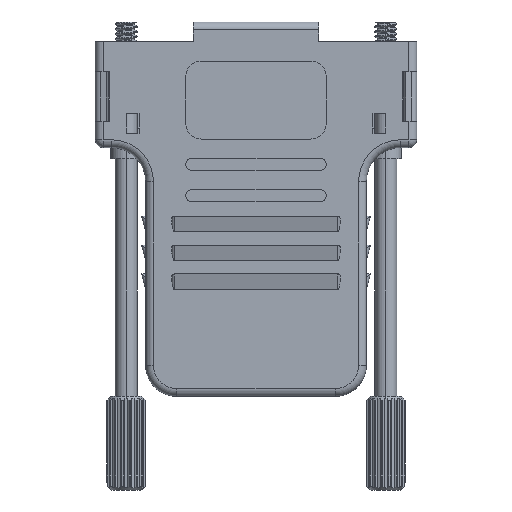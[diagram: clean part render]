
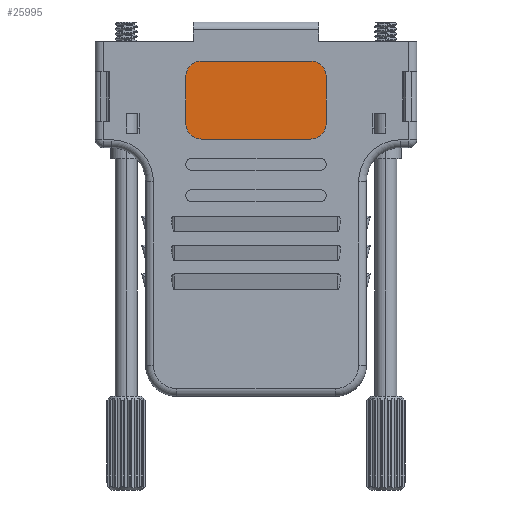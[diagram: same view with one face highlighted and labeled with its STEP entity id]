
A CAD part, front view. The second image highlights one B-rep face of the part: STEP entity #25995.
In plain terms, the highlighted planar face has unit normal (0, -1, 0).
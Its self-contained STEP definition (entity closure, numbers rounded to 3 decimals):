
#191 = EDGE_CURVE ( 'NONE', #24453, #29898, #9475, .T. ) ;
#977 = CARTESIAN_POINT ( 'NONE',  ( -7., -13.2, -7. ) ) ;
#1867 = VECTOR ( 'NONE', #2024, 1000. ) ;
#1913 = DIRECTION ( 'NONE',  ( 0., 0., 1. ) ) ;
#1940 = CARTESIAN_POINT ( 'NONE',  ( 7., -13.2, -15. ) ) ;
#2024 = DIRECTION ( 'NONE',  ( 0., 0., -1. ) ) ;
#2233 = DIRECTION ( 'NONE',  ( 1., 0., 0. ) ) ;
#2491 = VERTEX_POINT ( 'NONE', #23877 ) ;
#2844 = CARTESIAN_POINT ( 'NONE',  ( 7., -13.2, -13. ) ) ;
#3617 = VECTOR ( 'NONE', #25211, 1000. ) ;
#4608 = LINE ( 'NONE', #6970, #31092 ) ;
#4680 = ORIENTED_EDGE ( 'NONE', *, *, #191, .T. ) ;
#5339 = EDGE_CURVE ( 'NONE', #23167, #2491, #19892, .T. ) ;
#5568 = DIRECTION ( 'NONE',  ( 0., -1., 0. ) ) ;
#6970 = CARTESIAN_POINT ( 'NONE',  ( -7., -13.2, -15. ) ) ;
#6975 = ORIENTED_EDGE ( 'NONE', *, *, #5339, .T. ) ;
#7487 = CARTESIAN_POINT ( 'NONE',  ( -7., -13.2, -15. ) ) ;
#7779 = DIRECTION ( 'NONE',  ( 0., 0., 1. ) ) ;
#8126 = VERTEX_POINT ( 'NONE', #1940 ) ;
#8178 = DIRECTION ( 'NONE',  ( 0., -1., 0. ) ) ;
#8323 = DIRECTION ( 'NONE',  ( 0., 0., 1. ) ) ;
#9475 = CIRCLE ( 'NONE', #26088, 2. ) ;
#9643 = CARTESIAN_POINT ( 'NONE',  ( 9., -13.2, -13. ) ) ;
#9841 = ORIENTED_EDGE ( 'NONE', *, *, #27292, .T. ) ;
#10095 = AXIS2_PLACEMENT_3D ( 'NONE', #19089, #28404, #18789 ) ;
#10134 = AXIS2_PLACEMENT_3D ( 'NONE', #977, #5568, #7779 ) ;
#10526 = ORIENTED_EDGE ( 'NONE', *, *, #25313, .T. ) ;
#10535 = LINE ( 'NONE', #15576, #3617 ) ;
#10734 = ORIENTED_EDGE ( 'NONE', *, *, #17791, .T. ) ;
#11397 = AXIS2_PLACEMENT_3D ( 'NONE', #2844, #8178, #8323 ) ;
#11760 = EDGE_CURVE ( 'NONE', #2491, #21575, #13641, .T. ) ;
#12092 = VERTEX_POINT ( 'NONE', #26329 ) ;
#12184 = CARTESIAN_POINT ( 'NONE',  ( -7., -13.2, -5. ) ) ;
#13187 = ORIENTED_EDGE ( 'NONE', *, *, #26128, .T. ) ;
#13557 = EDGE_LOOP ( 'NONE', ( #10734, #6975, #24419, #10526, #4680, #9841, #13187, #24206 ) ) ;
#13641 = CIRCLE ( 'NONE', #10134, 2. ) ;
#13761 = CARTESIAN_POINT ( 'NONE',  ( 7., -13.2, -7. ) ) ;
#15576 = CARTESIAN_POINT ( 'NONE',  ( 9., -13.2, -7. ) ) ;
#16470 = DIRECTION ( 'NONE',  ( 0., 0., 1. ) ) ;
#17142 = CIRCLE ( 'NONE', #10095, 2. ) ;
#17227 = DIRECTION ( 'NONE',  ( -1., 0., 0. ) ) ;
#17791 = EDGE_CURVE ( 'NONE', #12092, #23167, #17142, .T. ) ;
#18447 = CIRCLE ( 'NONE', #11397, 2. ) ;
#18638 = FACE_OUTER_BOUND ( 'NONE', #13557, .T. ) ;
#18789 = DIRECTION ( 'NONE',  ( 0., 0., 1. ) ) ;
#18942 = PLANE ( 'NONE',  #29033 ) ;
#19089 = CARTESIAN_POINT ( 'NONE',  ( 7., -13.2, -7. ) ) ;
#19892 = LINE ( 'NONE', #12184, #20028 ) ;
#20028 = VECTOR ( 'NONE', #17227, 1000. ) ;
#20670 = CARTESIAN_POINT ( 'NONE',  ( -9., -13.2, -7. ) ) ;
#21575 = VERTEX_POINT ( 'NONE', #20670 ) ;
#21965 = CARTESIAN_POINT ( 'NONE',  ( 7., -13.2, -5. ) ) ;
#22437 = CARTESIAN_POINT ( 'NONE',  ( -9., -13.2, -13. ) ) ;
#23167 = VERTEX_POINT ( 'NONE', #21965 ) ;
#23579 = CARTESIAN_POINT ( 'NONE',  ( -7., -13.2, -13. ) ) ;
#23636 = CARTESIAN_POINT ( 'NONE',  ( -9., -13.2, -7. ) ) ;
#23877 = CARTESIAN_POINT ( 'NONE',  ( -7., -13.2, -5. ) ) ;
#24206 = ORIENTED_EDGE ( 'NONE', *, *, #29465, .T. ) ;
#24419 = ORIENTED_EDGE ( 'NONE', *, *, #11760, .T. ) ;
#24453 = VERTEX_POINT ( 'NONE', #22437 ) ;
#24971 = VERTEX_POINT ( 'NONE', #9643 ) ;
#25211 = DIRECTION ( 'NONE',  ( 0., 0., 1. ) ) ;
#25313 = EDGE_CURVE ( 'NONE', #21575, #24453, #25533, .T. ) ;
#25533 = LINE ( 'NONE', #23636, #1867 ) ;
#25995 = ADVANCED_FACE ( 'NONE', ( #18638 ), #18942, .F. ) ;
#26088 = AXIS2_PLACEMENT_3D ( 'NONE', #23579, #28462, #16470 ) ;
#26128 = EDGE_CURVE ( 'NONE', #8126, #24971, #18447, .T. ) ;
#26329 = CARTESIAN_POINT ( 'NONE',  ( 9., -13.2, -7. ) ) ;
#27292 = EDGE_CURVE ( 'NONE', #29898, #8126, #4608, .T. ) ;
#28260 = DIRECTION ( 'NONE',  ( 0., 1., 0. ) ) ;
#28404 = DIRECTION ( 'NONE',  ( 0., -1., 0. ) ) ;
#28462 = DIRECTION ( 'NONE',  ( 0., -1., 0. ) ) ;
#29033 = AXIS2_PLACEMENT_3D ( 'NONE', #13761, #28260, #1913 ) ;
#29465 = EDGE_CURVE ( 'NONE', #24971, #12092, #10535, .T. ) ;
#29898 = VERTEX_POINT ( 'NONE', #7487 ) ;
#31092 = VECTOR ( 'NONE', #2233, 1000. ) ;
